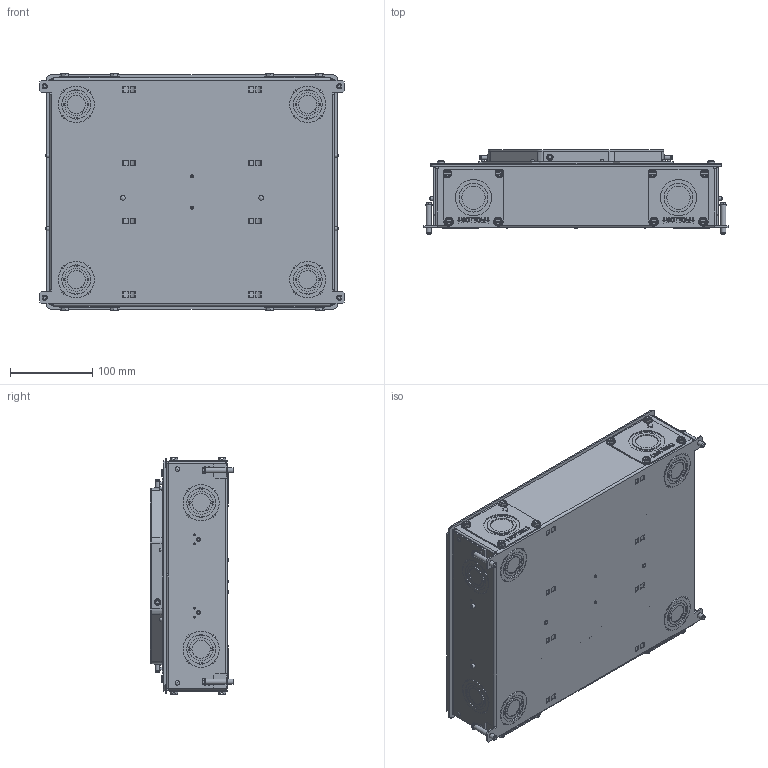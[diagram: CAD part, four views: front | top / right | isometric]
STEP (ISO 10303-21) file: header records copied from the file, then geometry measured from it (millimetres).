
FILE_DESCRIPTION(/* description */ (''),/* implementation_level */ '2;1');
FILE_NAME(/* name */ 'CFB4G30R(CR)E.stp',/* time_stamp */ '2023-10-17T13:53:54-04:00',/* author */ ('adiakomis'),/* organization */ (''),/* preprocessor_version */ 'ST-DEVELOPER v18.1',/* originating_system */ 'AutoCAD Mechanical',/* authorisation */ '');
FILE_SCHEMA (('AUTOMOTIVE_DESIGN { 1 0 10303 214 3 1 1 }'));
Products named in the file (2): Product; M-14126_Shrinkwrap_1
Assembly tree (1 placements, depth 2):
  Product
    M-14126_Shrinkwrap_1
Bounding box: 370.08 x 101.88 x 287.76 mm (x, y, z)
Volume: 8084673.1 mm3; surface area: 382044.8 mm2
Topology: 4 solids, 130 shells, 5012 faces, 13706 edges, 9062 vertices
Faces by surface type: plane 2850, cylinder 1016, bspline 894, cone 136, sphere 106, torus 10
Full cylindrical faces by diameter (mm): 3.124 x2, 3.175 x4, 3.302 x4, 3.327 x4, 3.404 x4, 3.454 x2, 3.505 x2, 3.556 x8, 4.067 x3, 4.826 x4, 5.08 x4, 5.174 x5, 5.182 x4, 5.258 x4, 5.664 x2, 6.35 x13, 7.137 x3, 7.874 x4, 7.976 x4, 8.433 x6, 8.509 x4, 10.516 x16, 28.169 x8, 34.925 x8, 44.044 x8, 62.992 x4
Entity records: 171565 total; most frequent: CARTESIAN_POINT 50122, ORIENTED_EDGE 27346, DIRECTION 21699, EDGE_CURVE 13673, VERTEX_POINT 9062, LINE 8405, VECTOR 8405, AXIS2_PLACEMENT_3D 6647
